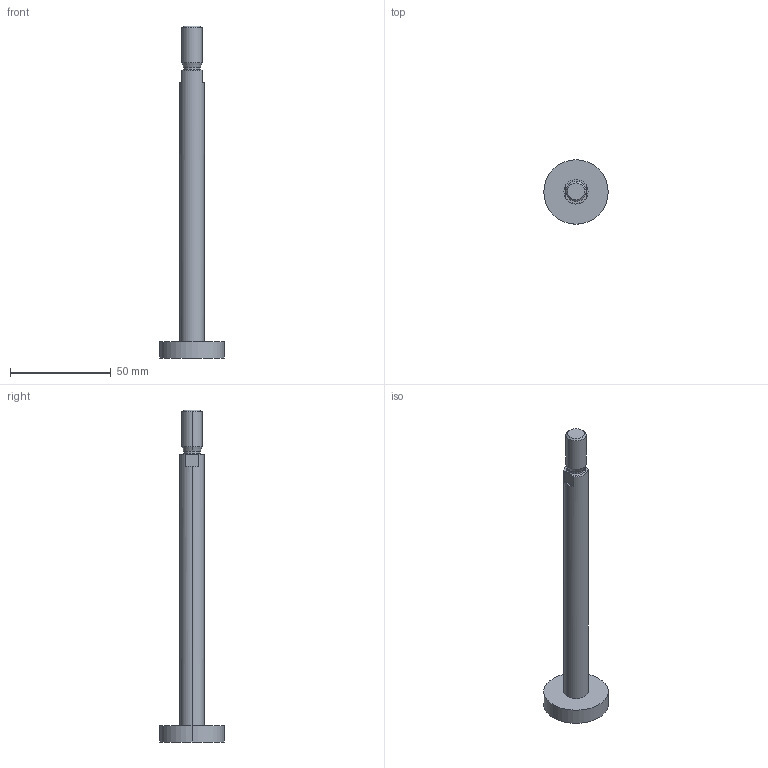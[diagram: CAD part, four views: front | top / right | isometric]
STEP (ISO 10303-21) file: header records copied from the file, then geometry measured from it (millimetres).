
FILE_DESCRIPTION (( 'STEP AP214' ), '1' );
FILE_NAME ('Piston_Rod.STEP', '2025-01-31T15:15:36', ( '' ), ( '' ), 'SwSTEP 2.0', 'SolidWorks 2024', '' );
FILE_SCHEMA (( 'AUTOMOTIVE_DESIGN' ));
Length unit declared in the file: millimetre
Products named in the file (1): Piston_Rod
Bounding box: 32 x 32 x 165 mm (x, y, z)
Volume: 23308.5 mm3; surface area: 8181.1 mm2
Topology: 1 solids, 1 shells, 24 faces, 50 edges, 30 vertices
Faces by surface type: cylinder 8, plane 8, cone 4, torus 4
Entity records: 667 total; most frequent: DIRECTION 130, CARTESIAN_POINT 105, ORIENTED_EDGE 100, AXIS2_PLACEMENT_3D 55, EDGE_CURVE 50, VERTEX_POINT 30, CIRCLE 30, EDGE_LOOP 26
